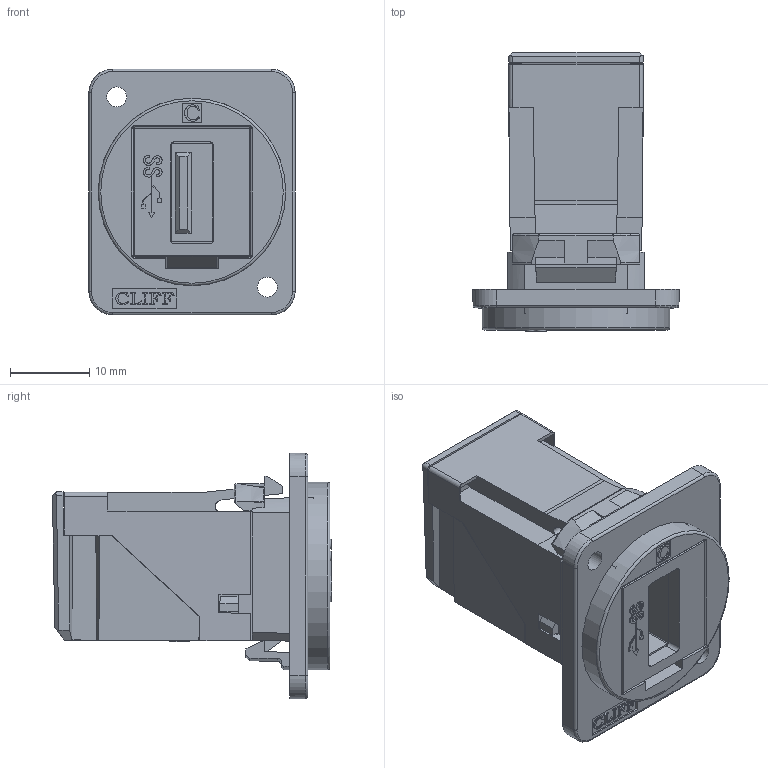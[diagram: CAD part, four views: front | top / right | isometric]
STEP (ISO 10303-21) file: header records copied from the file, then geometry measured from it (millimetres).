
FILE_DESCRIPTION(/* description */ (''),/* implementation_level */ '2;1');
FILE_NAME(/* name */ 'CP30255 USB3 2.5 hole.stp',/* time_stamp */ '2023-03-28T14:31:04+01:00',/* author */ ('TOttley'),/* organization */ (''),/* preprocessor_version */ 'ST-DEVELOPER v18.1',/* originating_system */ 'Autodesk Inventor 2022',/* authorisation */ '');
FILE_SCHEMA (('AUTOMOTIVE_DESIGN { 1 0 10303 214 3 1 1 }'));
Length unit declared in the file: millimetre
Products named in the file (1): Part4
Bounding box: 26 x 35.19 x 31 mm (x, y, z)
Volume: 6836.4 mm3; surface area: 11680.6 mm2
Topology: 1 solids, 1 shells, 748 faces, 2139 edges, 1406 vertices
Faces by surface type: plane 560, bspline 86, cylinder 84, cone 10, torus 8
Full cylindrical faces by diameter (mm): 2.5 x2
Entity records: 26391 total; most frequent: CARTESIAN_POINT 6396, ORIENTED_EDGE 4278, DIRECTION 3502, EDGE_CURVE 2139, LINE 1734, VECTOR 1734, VERTEX_POINT 1406, AXIS2_PLACEMENT_3D 884
